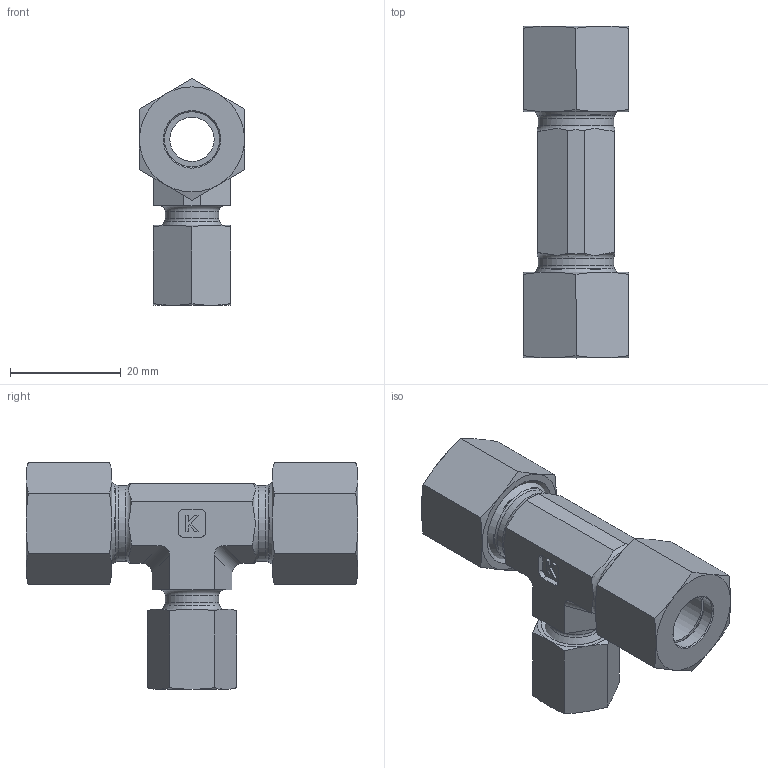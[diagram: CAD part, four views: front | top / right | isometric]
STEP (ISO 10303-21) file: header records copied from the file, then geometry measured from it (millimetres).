
FILE_DESCRIPTION((''),'2;1');
FILE_NAME('384101006.stp','2014-08-15T15:19:19',(''),('KNOMI spol. s r. o.'),'Autodesk Inventor 2012','Autodesk Inventor 2012','');
FILE_SCHEMA(('AUTOMOTIVE_DESIGN { 1 2 10303 214 0 1 1 1 }'));
Length unit declared in the file: millimetre
Products named in the file (6): TS2K 10/10/06L M16/M16/M12; 374 101006; 40110; 3911016; 40106; 3910612
Assembly tree (7 placements, depth 2):
  TS2K 10/10/06L M16/M16/M12
    374 101006
    40110  x2
    3911016  x2
    40106
    3910612
Bounding box: 19 x 60 x 40.97 mm (x, y, z)
Volume: 14293.3 mm3; surface area: 11977.5 mm2
Topology: 7 solids, 7 shells, 215 faces, 497 edges, 321 vertices
Faces by surface type: plane 104, cone 66, cylinder 36, torus 9
Full cylindrical faces by diameter (mm): 4 x1, 6 x3, 8 x2, 9.7 x1, 10 x7, 10.376 x1, 12 x1, 12.3 x2, 13.7 x2, 14 x2, 14.376 x2, 16 x2
Entity records: 5176 total; most frequent: CARTESIAN_POINT 1081, DIRECTION 788, ORIENTED_EDGE 682, EDGE_CURVE 341, AXIS2_PLACEMENT_3D 324, EDGE_LOOP 262, VERTEX_POINT 241, STYLED_ITEM 193
